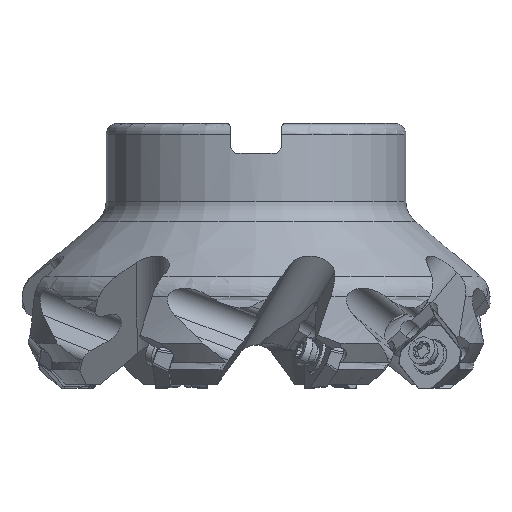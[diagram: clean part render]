
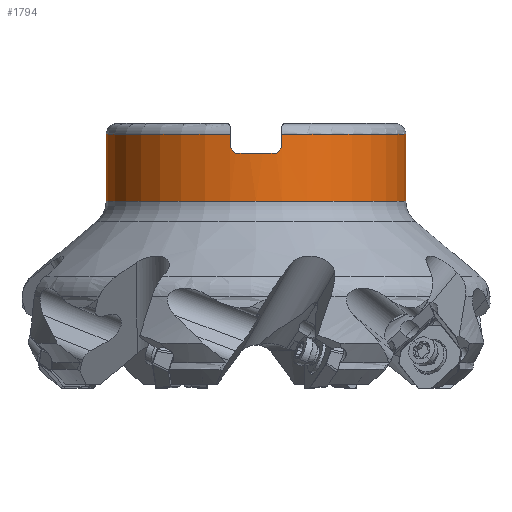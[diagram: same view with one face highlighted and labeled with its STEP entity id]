
A CAD part, front view. The second image highlights one B-rep face of the part: STEP entity #1794.
In plain terms, the highlighted cylindrical face has radius 28 mm (diameter 56 mm), a partial arc.
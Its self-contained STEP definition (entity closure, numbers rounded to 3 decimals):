
#329=CYLINDRICAL_SURFACE('',#21978,28.);
#1315=B_SPLINE_CURVE_WITH_KNOTS('',3,(#32950,#32951,#32952,#32953),
 .UNSPECIFIED.,.F.,.F.,(4,4),(0.,1.),.UNSPECIFIED.);
#1332=B_SPLINE_CURVE_WITH_KNOTS('',3,(#33215,#33216,#33217,#33218),
 .UNSPECIFIED.,.F.,.F.,(4,4),(0.,1.),.UNSPECIFIED.);
#1794=ADVANCED_FACE('',(#3429),#329,.T.);
#3429=FACE_OUTER_BOUND('',#4537,.T.);
#4537=EDGE_LOOP('',(#9199,#9200,#9201,#9202,#9203,#9204,#9205,#9206,#9207,
#9208));
#5751=LINE('',#32957,#7091);
#5769=LINE('',#33093,#7109);
#5770=LINE('',#33097,#7110);
#5776=LINE('',#33211,#7116);
#7091=VECTOR('',#24947,1.);
#7109=VECTOR('',#24995,1.);
#7110=VECTOR('',#24998,1.);
#7116=VECTOR('',#25038,1.);
#9199=ORIENTED_EDGE('',*,*,#17049,.T.);
#9200=ORIENTED_EDGE('',*,*,#17044,.T.);
#9201=ORIENTED_EDGE('',*,*,#17068,.T.);
#9202=ORIENTED_EDGE('',*,*,#17042,.T.);
#9203=ORIENTED_EDGE('',*,*,#17069,.T.);
#9204=ORIENTED_EDGE('',*,*,#17007,.F.);
#9205=ORIENTED_EDGE('',*,*,#17005,.F.);
#9206=ORIENTED_EDGE('',*,*,#17003,.T.);
#9207=ORIENTED_EDGE('',*,*,#17067,.F.);
#9208=ORIENTED_EDGE('',*,*,#17065,.F.);
#14849=VERTEX_POINT('',#32945);
#14850=VERTEX_POINT('',#32947);
#14851=VERTEX_POINT('',#32954);
#14852=VERTEX_POINT('',#32958);
#14878=VERTEX_POINT('',#33092);
#14879=VERTEX_POINT('',#33094);
#14880=VERTEX_POINT('',#33096);
#14881=VERTEX_POINT('',#33098);
#14885=VERTEX_POINT('',#33130);
#14894=VERTEX_POINT('',#33212);
#17003=EDGE_CURVE('',#14850,#14849,#19807,.T.);
#17005=EDGE_CURVE('',#14850,#14851,#1315,.T.);
#17007=EDGE_CURVE('',#14851,#14852,#5751,.T.);
#17042=EDGE_CURVE('',#14879,#14878,#5769,.T.);
#17044=EDGE_CURVE('',#14881,#14880,#5770,.T.);
#17049=EDGE_CURVE('',#14885,#14881,#19819,.T.);
#17065=EDGE_CURVE('',#14885,#14894,#5776,.T.);
#17067=EDGE_CURVE('',#14894,#14849,#1332,.T.);
#17068=EDGE_CURVE('',#14880,#14879,#19825,.T.);
#17069=EDGE_CURVE('',#14878,#14852,#19826,.T.);
#19807=CIRCLE('',#21938,28.);
#19819=CIRCLE('',#21961,28.);
#19825=CIRCLE('',#21976,28.);
#19826=CIRCLE('',#21977,28.);
#21938=AXIS2_PLACEMENT_3D('',#32946,#24939,#24940);
#21961=AXIS2_PLACEMENT_3D('',#33129,#25007,#25008);
#21976=AXIS2_PLACEMENT_3D('',#33220,#25044,#25045);
#21977=AXIS2_PLACEMENT_3D('',#33221,#25046,#25047);
#21978=AXIS2_PLACEMENT_3D('',#33222,#25048,#25049);
#24939=DIRECTION('',(0.,0.,-1.));
#24940=DIRECTION('',(0.134,-0.991,0.));
#24947=DIRECTION('',(0.,0.,1.));
#24995=DIRECTION('',(0.,0.,1.));
#24998=DIRECTION('',(0.,0.,-1.));
#25007=DIRECTION('',(0.,0.,-1.));
#25008=DIRECTION('',(-0.17,-0.985,0.));
#25038=DIRECTION('',(0.,0.,-1.));
#25044=DIRECTION('',(0.,0.,1.));
#25045=DIRECTION('',(-1.,0.,0.));
#25046=DIRECTION('',(0.,0.,-1.));
#25047=DIRECTION('',(1.,0.,0.));
#25048=DIRECTION('',(0.,0.,-1.));
#25049=DIRECTION('',(1.,0.,0.));
#32945=CARTESIAN_POINT('',(-3.763,-27.746,-5.56));
#32946=CARTESIAN_POINT('',(0.,0.,-5.56));
#32947=CARTESIAN_POINT('',(3.763,-27.746,-5.56));
#32950=CARTESIAN_POINT('',(3.763,-27.746,-5.56));
#32951=CARTESIAN_POINT('',(4.096,-27.701,-5.226));
#32952=CARTESIAN_POINT('',(4.43,-27.649,-4.893));
#32953=CARTESIAN_POINT('',(4.763,-27.592,-4.56));
#32954=CARTESIAN_POINT('',(4.763,-27.592,-4.56));
#32957=CARTESIAN_POINT('',(4.763,-27.592,-4.56));
#32958=CARTESIAN_POINT('',(4.763,-27.592,-2.));
#33092=CARTESIAN_POINT('',(28.,0.,-2.));
#33093=CARTESIAN_POINT('',(28.,0.,-14.486));
#33094=CARTESIAN_POINT('',(28.,0.,-14.486));
#33096=CARTESIAN_POINT('',(-28.,0.,-14.486));
#33097=CARTESIAN_POINT('',(-28.,0.,-2.));
#33098=CARTESIAN_POINT('',(-28.,0.,-2.));
#33129=CARTESIAN_POINT('',(0.,0.,-2.));
#33130=CARTESIAN_POINT('',(-4.763,-27.592,-2.));
#33211=CARTESIAN_POINT('',(-4.763,-27.592,-2.));
#33212=CARTESIAN_POINT('',(-4.763,-27.592,-4.56));
#33215=CARTESIAN_POINT('',(-4.763,-27.592,-4.56));
#33216=CARTESIAN_POINT('',(-4.43,-27.649,-4.893));
#33217=CARTESIAN_POINT('',(-4.096,-27.701,-5.226));
#33218=CARTESIAN_POINT('',(-3.763,-27.746,-5.56));
#33220=CARTESIAN_POINT('',(0.,0.,-14.486));
#33221=CARTESIAN_POINT('',(0.,0.,-2.));
#33222=CARTESIAN_POINT('',(0.,0.,-1.75));
